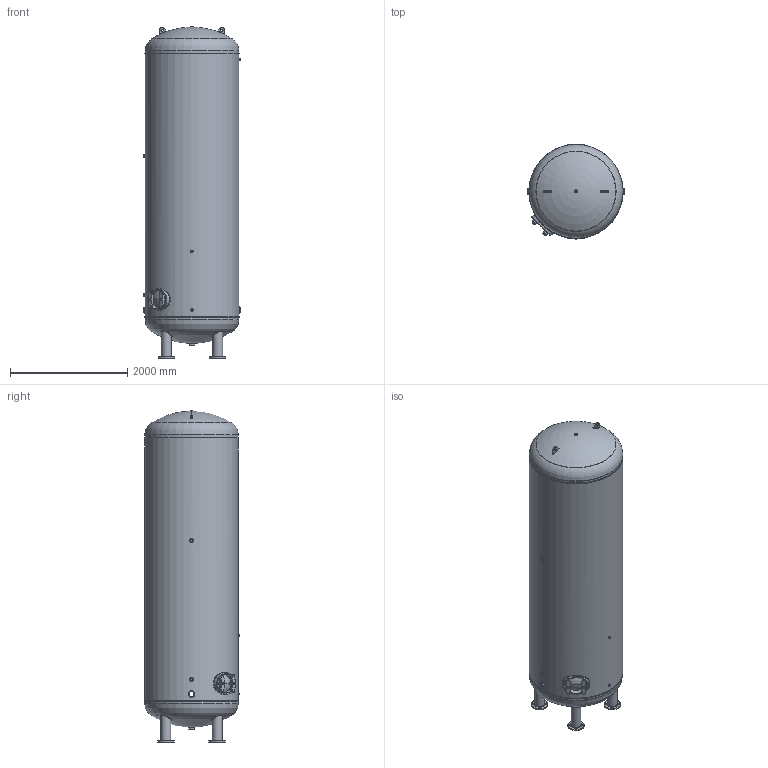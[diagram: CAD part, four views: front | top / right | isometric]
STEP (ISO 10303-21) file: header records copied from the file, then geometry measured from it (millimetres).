
FILE_DESCRIPTION(('HOOPS Exchange Step'),'2;1');
FILE_NAME('BE04_10000L.stp','2025-07-14T08:58:31+02:00',('nieru'),('Unknown organisation'),'HOOPS Exchange 2024.2','HOOPS Exchange','Unknown authorisation');
FILE_SCHEMA( ('AP203_CONFIGURATION_CONTROLLED_3D_DESIGN_OF_MECHANICAL_PARTS_AND_ASSEMBLIES_MIM_LF') );
Length unit declared in the file: millimetre
Products named in the file (2): 0; root
Assembly tree (1 placements, depth 2):
  root
    0
Bounding box: 1670 x 1623.63 x 5669.23 mm (x, y, z)
Volume: 250409908.1 mm3; surface area: 59589964.4 mm2
Topology: 6 solids, 6 shells, 476 faces, 1257 edges, 815 vertices
Faces by surface type: bspline 219, cylinder 94, plane 61, cone 60, torus 42
Full cylindrical faces by diameter (mm): 18.631 x3, 23 x16, 26.631 x3, 28 x4, 30.291 x1, 38.952 x2, 40 x2, 40.291 x1, 50.952 x2, 84.9 x3, 100.9 x3, 140 x4, 157.1 x4, 168.3 x4, 280 x4, 1583.059 x2, 1584 x1, 1599.059 x2, 1600 x1, 1607.254 x2
Entity records: 183940 total; most frequent: CARTESIAN_POINT 173815, ORIENTED_EDGE 2508, DIRECTION 1406, EDGE_CURVE 1254, VERTEX_POINT 815, B_SPLINE_CURVE_WITH_KNOTS 729, AXIS2_PLACEMENT_3D 623, EDGE_LOOP 559
